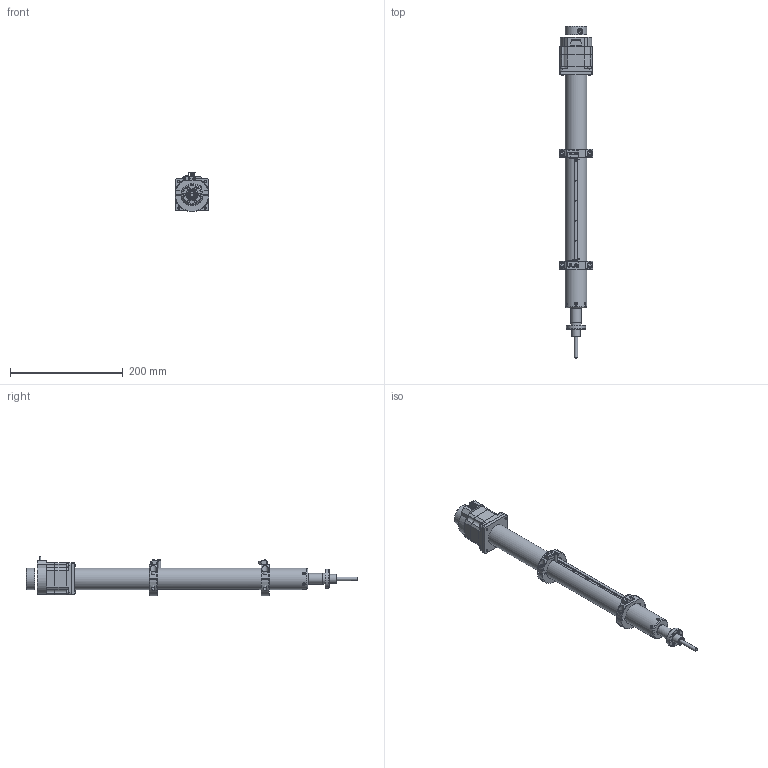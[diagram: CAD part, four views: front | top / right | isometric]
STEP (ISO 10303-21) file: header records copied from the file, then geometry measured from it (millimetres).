
FILE_DESCRIPTION (( 'STEP AP214' ), '1' );
FILE_NAME ('aspf, SN105122-01, FLMR-133-25-7_MS_LS_EDR-400, AP214.STEP', '2025-09-30T22:40:46', ( '' ), ( '' ), 'SwSTEP 2.0', 'SolidWorks 2023', '' );
FILE_SCHEMA (( 'AUTOMOTIVE_DESIGN' ));
Length unit declared in the file: inch
Products named in the file (1): aspf, SN105122-01, FLMR-133-25-7_MS_LS_EDR-400, AP214
Bounding box: 60.27 x 589.04 x 70.29 mm (x, y, z)
Surface area: 176283.6 mm2 (no closed solid volume)
Topology: 0 solids, 84 shells, 441 faces, 1502 edges, 1116 vertices
Faces by surface type: plane 218, cylinder 152, cone 61, torus 6, sphere 4
Full cylindrical faces by diameter (mm): 1.103 x5, 1.27 x4, 2.286 x1, 2.794 x5, 2.819 x4, 3.81 x1, 4.166 x4, 4.242 x4, 4.369 x6, 4.648 x1, 4.762 x1, 4.826 x1, 5.41 x4, 6.342 x1, 6.35 x4, 6.858 x4, 7.938 x1, 9.525 x5, 9.804 x1, 12.7 x1, 15.494 x1, 18.288 x1, 19.05 x2, 21.438 x1, 26.162 x6, 29.337 x9, 30.48 x1, 33.782 x1, 34.798 x1, 38.1 x3
Entity records: 23034 total; most frequent: CARTESIAN_POINT 5033, DIRECTION 2580, ORIENTED_EDGE 1946, EDGE_CURVE 1335, VERTEX_POINT 1076, AXIS2_PLACEMENT_3D 987, EDGE_LOOP 710, LINE 606
